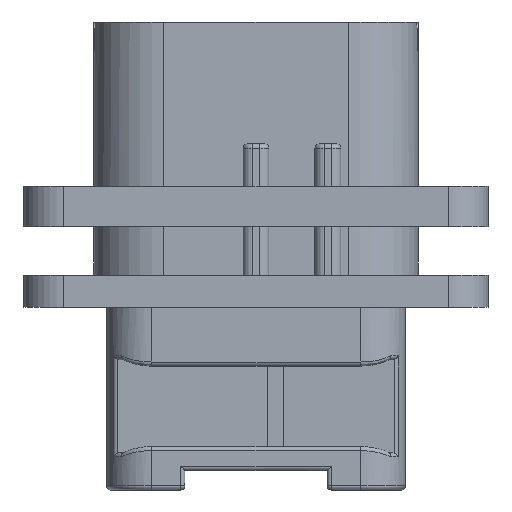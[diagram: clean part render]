
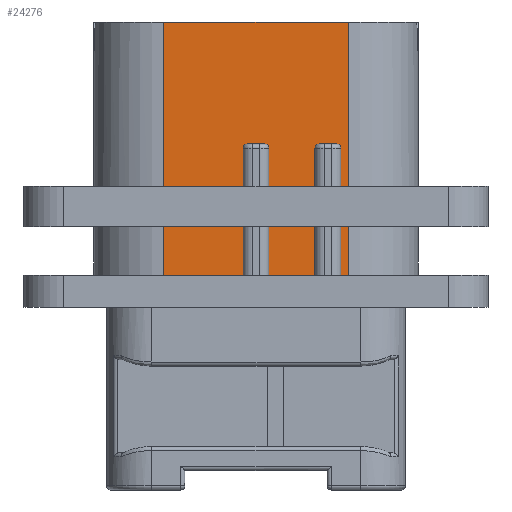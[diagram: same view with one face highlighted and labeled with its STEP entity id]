
A CAD part, front view. The second image highlights one B-rep face of the part: STEP entity #24276.
In plain terms, the highlighted planar face has unit normal (0, -1, 0).
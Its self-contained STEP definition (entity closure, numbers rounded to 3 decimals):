
#1535=DIRECTION('',(1.,0.,0.));
#1536=VECTOR('',#1535,11.4);
#1537=CARTESIAN_POINT('',(-5.7,-9.,17.67));
#1538=LINE('',#1537,#1536);
#2079=DIRECTION('',(1.,0.,0.));
#2080=VECTOR('',#2079,0.45);
#2081=CARTESIAN_POINT('',(5.25,-9.,2.));
#2082=LINE('',#2081,#2080);
#2411=DIRECTION('',(0.,0.,1.));
#2412=VECTOR('',#2411,7.87);
#2413=CARTESIAN_POINT('',(0.8,-9.,2.));
#2414=LINE('',#2413,#2412);
#2415=DIRECTION('',(1.,0.,0.));
#2416=VECTOR('',#2415,1.1);
#2417=CARTESIAN_POINT('',(-0.55,-9.,10.12));
#2418=LINE('',#2417,#2416);
#2419=DIRECTION('',(0.,0.,1.));
#2420=VECTOR('',#2419,7.87);
#2421=CARTESIAN_POINT('',(-0.8,-9.,2.));
#2422=LINE('',#2421,#2420);
#2423=DIRECTION('',(0.,0.,-1.));
#2424=VECTOR('',#2423,15.67);
#2425=CARTESIAN_POINT('',(-5.7,-9.,17.67));
#2426=LINE('',#2425,#2424);
#2427=DIRECTION('',(0.,0.,-1.));
#2428=VECTOR('',#2427,15.67);
#2429=CARTESIAN_POINT('',(5.7,-9.,17.67));
#2430=LINE('',#2429,#2428);
#2431=DIRECTION('',(0.,0.,1.));
#2432=VECTOR('',#2431,7.87);
#2433=CARTESIAN_POINT('',(5.25,-9.,2.));
#2434=LINE('',#2433,#2432);
#2435=DIRECTION('',(1.,0.,0.));
#2436=VECTOR('',#2435,1.1);
#2437=CARTESIAN_POINT('',(3.9,-9.,10.12));
#2438=LINE('',#2437,#2436);
#2439=DIRECTION('',(0.,0.,1.));
#2440=VECTOR('',#2439,7.87);
#2441=CARTESIAN_POINT('',(3.65,-9.,2.));
#2442=LINE('',#2441,#2440);
#2456=CARTESIAN_POINT('',(0.55,-9.,9.87));
#2457=DIRECTION('',(0.,1.,0.));
#2458=DIRECTION('',(0.,0.,1.));
#2459=AXIS2_PLACEMENT_3D('',#2456,#2457,#2458);
#2529=DIRECTION('',(1.,0.,0.));
#2530=VECTOR('',#2529,2.85);
#2531=CARTESIAN_POINT('',(0.8,-9.,2.));
#2532=LINE('',#2531,#2530);
#2555=CARTESIAN_POINT('',(3.9,-9.,9.87));
#2556=DIRECTION('',(0.,1.,0.));
#2557=DIRECTION('',(-1.,0.,0.));
#2558=AXIS2_PLACEMENT_3D('',#2555,#2556,#2557);
#2587=CARTESIAN_POINT('',(5.,-9.,9.87));
#2588=DIRECTION('',(0.,1.,0.));
#2589=DIRECTION('',(0.,0.,1.));
#2590=AXIS2_PLACEMENT_3D('',#2587,#2588,#2589);
#7865=DIRECTION('',(1.,0.,0.));
#7866=VECTOR('',#7865,4.9);
#7867=CARTESIAN_POINT('',(-5.7,-9.,2.));
#7868=LINE('',#7867,#7866);
#7987=CARTESIAN_POINT('',(-0.55,-9.,9.87));
#7988=DIRECTION('',(0.,1.,0.));
#7989=DIRECTION('',(-1.,0.,0.));
#7990=AXIS2_PLACEMENT_3D('',#7987,#7988,#7989);
#18437=CARTESIAN_POINT('',(-5.7,-9.,17.67));
#18438=CARTESIAN_POINT('',(-5.7,-9.,2.));
#18439=VERTEX_POINT('',#18437);
#18440=VERTEX_POINT('',#18438);
#18441=CARTESIAN_POINT('',(5.7,-9.,17.67));
#18442=CARTESIAN_POINT('',(5.7,-9.,2.));
#18443=VERTEX_POINT('',#18441);
#18444=VERTEX_POINT('',#18442);
#18575=CARTESIAN_POINT('',(-0.8,-9.,2.));
#18576=VERTEX_POINT('',#18575);
#18577=CARTESIAN_POINT('',(0.8,-9.,2.));
#18578=CARTESIAN_POINT('',(3.65,-9.,2.));
#18579=VERTEX_POINT('',#18577);
#18580=VERTEX_POINT('',#18578);
#18581=CARTESIAN_POINT('',(5.25,-9.,2.));
#18582=VERTEX_POINT('',#18581);
#19818=CARTESIAN_POINT('',(0.8,-9.,9.87));
#19820=VERTEX_POINT('',#19818);
#19822=CARTESIAN_POINT('',(0.55,-9.,10.12));
#19824=VERTEX_POINT('',#19822);
#19837=CARTESIAN_POINT('',(-0.55,-9.,10.12));
#19838=VERTEX_POINT('',#19837);
#19839=CARTESIAN_POINT('',(-0.8,-9.,9.87));
#19840=VERTEX_POINT('',#19839);
#19842=CARTESIAN_POINT('',(5.25,-9.,9.87));
#19844=VERTEX_POINT('',#19842);
#19846=CARTESIAN_POINT('',(5.,-9.,10.12));
#19848=VERTEX_POINT('',#19846);
#19861=CARTESIAN_POINT('',(3.9,-9.,10.12));
#19862=VERTEX_POINT('',#19861);
#19863=CARTESIAN_POINT('',(3.65,-9.,9.87));
#19864=VERTEX_POINT('',#19863);
#24241=CARTESIAN_POINT('',(-10.05,-9.,2.));
#24242=DIRECTION('',(0.,-1.,0.));
#24243=DIRECTION('',(1.,0.,0.));
#24244=AXIS2_PLACEMENT_3D('',#24241,#24242,#24243);
#24245=PLANE('',#24244);
#24247=ORIENTED_EDGE('',*,*,#24246,.T.);
#24249=ORIENTED_EDGE('',*,*,#24248,.F.);
#24251=ORIENTED_EDGE('',*,*,#24250,.F.);
#24253=ORIENTED_EDGE('',*,*,#24252,.F.);
#24255=ORIENTED_EDGE('',*,*,#24254,.F.);
#24257=ORIENTED_EDGE('',*,*,#24256,.F.);
#24258=ORIENTED_EDGE('',*,*,#24073,.F.);
#24259=ORIENTED_EDGE('',*,*,#23186,.T.);
#24260=ORIENTED_EDGE('',*,*,#23726,.T.);
#24261=ORIENTED_EDGE('',*,*,#23747,.F.);
#24263=ORIENTED_EDGE('',*,*,#24262,.T.);
#24265=ORIENTED_EDGE('',*,*,#24264,.F.);
#24267=ORIENTED_EDGE('',*,*,#24266,.F.);
#24269=ORIENTED_EDGE('',*,*,#24268,.F.);
#24271=ORIENTED_EDGE('',*,*,#24270,.F.);
#24273=ORIENTED_EDGE('',*,*,#24272,.F.);
#24274=EDGE_LOOP('',(#24247,#24249,#24251,#24253,#24255,#24257,#24258,#24259,
#24260,#24261,#24263,#24265,#24267,#24269,#24271,#24273));
#24275=FACE_OUTER_BOUND('',#24274,.F.);
#24276=ADVANCED_FACE('',(#24275),#24245,.T.);
#2460=CIRCLE('',#2459,0.25);
#2559=CIRCLE('',#2558,0.25);
#2591=CIRCLE('',#2590,0.25);
#7991=CIRCLE('',#7990,0.25);
#23186=EDGE_CURVE('',#18439,#18443,#1538,.T.);
#23726=EDGE_CURVE('',#18443,#18444,#2430,.T.);
#23747=EDGE_CURVE('',#18582,#18444,#2082,.T.);
#24073=EDGE_CURVE('',#18439,#18440,#2426,.T.);
#24246=EDGE_CURVE('',#18579,#19820,#2414,.T.);
#24248=EDGE_CURVE('',#19824,#19820,#2460,.T.);
#24250=EDGE_CURVE('',#19838,#19824,#2418,.T.);
#24252=EDGE_CURVE('',#19840,#19838,#7991,.T.);
#24254=EDGE_CURVE('',#18576,#19840,#2422,.T.);
#24256=EDGE_CURVE('',#18440,#18576,#7868,.T.);
#24262=EDGE_CURVE('',#18582,#19844,#2434,.T.);
#24264=EDGE_CURVE('',#19848,#19844,#2591,.T.);
#24266=EDGE_CURVE('',#19862,#19848,#2438,.T.);
#24268=EDGE_CURVE('',#19864,#19862,#2559,.T.);
#24270=EDGE_CURVE('',#18580,#19864,#2442,.T.);
#24272=EDGE_CURVE('',#18579,#18580,#2532,.T.);
